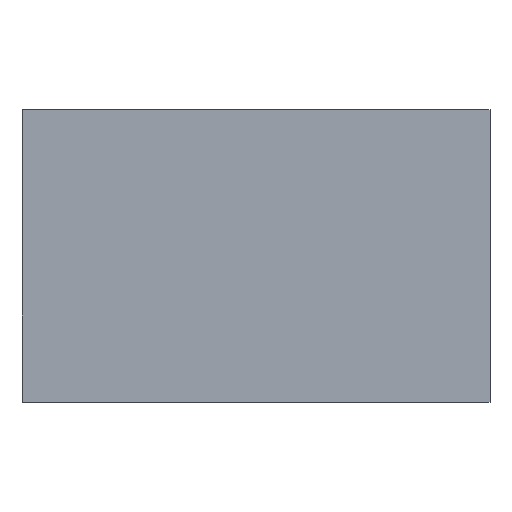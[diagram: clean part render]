
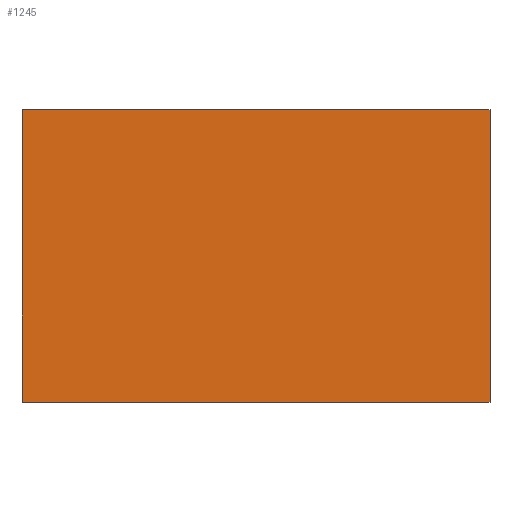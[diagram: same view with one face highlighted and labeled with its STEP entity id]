
A CAD part, top view. The second image highlights one B-rep face of the part: STEP entity #1245.
In plain terms, the highlighted planar face has unit normal (0, 0, 1).
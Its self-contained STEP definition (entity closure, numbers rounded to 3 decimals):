
#122=FACE_OUTER_BOUND('',#192,.T.);
#192=EDGE_LOOP('',(#1137,#1138,#1139,#1140));
#301=LINE('',#2364,#415);
#303=LINE('',#2368,#417);
#305=LINE('',#2372,#419);
#307=LINE('',#2375,#421);
#415=VECTOR('',#1465,10.);
#417=VECTOR('',#1469,10.);
#419=VECTOR('',#1473,10.);
#421=VECTOR('',#1477,10.);
#604=VERTEX_POINT('',#2361);
#605=VERTEX_POINT('',#2363);
#606=VERTEX_POINT('',#2367);
#607=VERTEX_POINT('',#2371);
#781=EDGE_CURVE('',#604,#605,#301,.T.);
#783=EDGE_CURVE('',#605,#606,#303,.T.);
#785=EDGE_CURVE('',#606,#607,#305,.T.);
#787=EDGE_CURVE('',#607,#604,#307,.T.);
#1137=ORIENTED_EDGE('',*,*,#781,.F.);
#1138=ORIENTED_EDGE('',*,*,#787,.F.);
#1139=ORIENTED_EDGE('',*,*,#785,.F.);
#1140=ORIENTED_EDGE('',*,*,#783,.F.);
#1179=PLANE('',#1298);
#1245=ADVANCED_FACE('',(#122),#1179,.T.);
#1298=AXIS2_PLACEMENT_3D('',#2376,#1478,#1479);
#1465=DIRECTION('',(0.,-1.,0.));
#1469=DIRECTION('',(-1.,0.,0.));
#1473=DIRECTION('',(0.,1.,0.));
#1477=DIRECTION('',(1.,0.,0.));
#1478=DIRECTION('center_axis',(0.,0.,1.));
#1479=DIRECTION('ref_axis',(1.,0.,0.));
#2361=CARTESIAN_POINT('',(1.,0.625,0.5));
#2363=CARTESIAN_POINT('',(1.,-0.625,0.5));
#2364=CARTESIAN_POINT('',(1.,0.625,0.5));
#2367=CARTESIAN_POINT('',(-1.,-0.625,0.5));
#2368=CARTESIAN_POINT('',(1.,-0.625,0.5));
#2371=CARTESIAN_POINT('',(-1.,0.625,0.5));
#2372=CARTESIAN_POINT('',(-1.,-0.625,0.5));
#2375=CARTESIAN_POINT('',(-1.,0.625,0.5));
#2376=CARTESIAN_POINT('Origin',(0.,0.,0.5));
